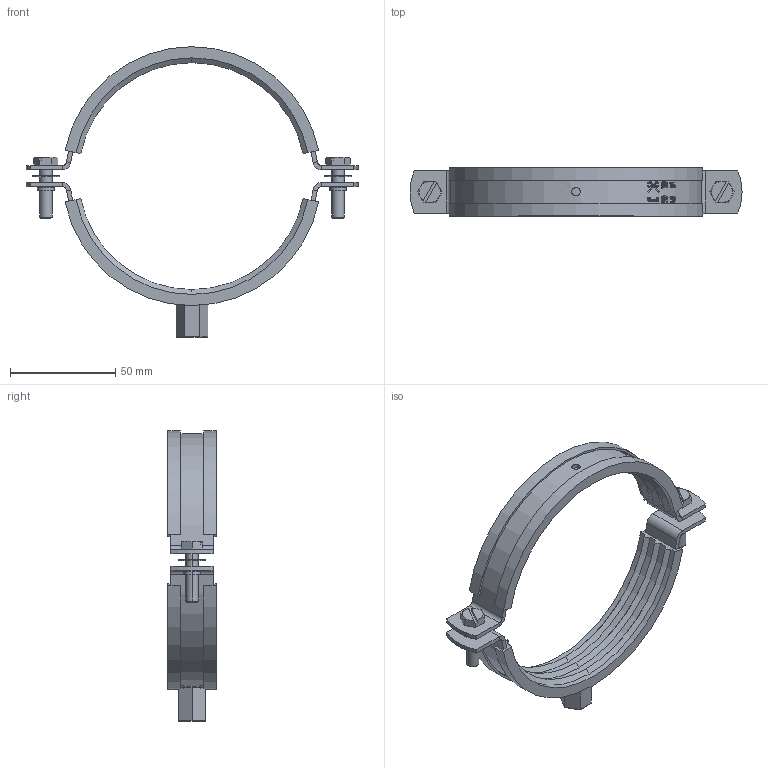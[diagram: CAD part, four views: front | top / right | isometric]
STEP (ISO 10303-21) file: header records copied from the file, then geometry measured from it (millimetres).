
FILE_DESCRIPTION (( 'STEP AP214' ), '1' );
FILE_NAME ('31179110.STEP', '2022-10-27T06:39:43', ( '' ), ( '' ), 'SwSTEP 2.0', 'SolidWorks 2021', '' );
FILE_SCHEMA (( 'AUTOMOTIVE_DESIGN' ));
Length unit declared in the file: millimetre
Products named in the file (8): 9541506025; 9519002599; 9735013060; 8110130115; 8020130115; 9442201841^31179110; Clamp^8110130115; 31179110
Assembly tree (10 placements, depth 3):
  31179110
    8110130115
      Clamp^8110130115
      9519002599
    8020130115
    9541506025  x2
    9735013060  x2
    9442201841^31179110  x2
Bounding box: 157.76 x 23 x 138.09 mm (x, y, z)
Volume: 43719.6 mm3; surface area: 50912.9 mm2
Topology: 9 solids, 9 shells, 514 faces, 1330 edges, 852 vertices
Faces by surface type: plane 169, bspline 158, cylinder 127, cone 48, torus 12
Entity records: 24252 total; most frequent: CARTESIAN_POINT 14567, ORIENTED_EDGE 2262, DIRECTION 1409, EDGE_CURVE 1131, VERTEX_POINT 723, B_SPLINE_CURVE_WITH_KNOTS 538, AXIS2_PLACEMENT_3D 536, EDGE_LOOP 468
